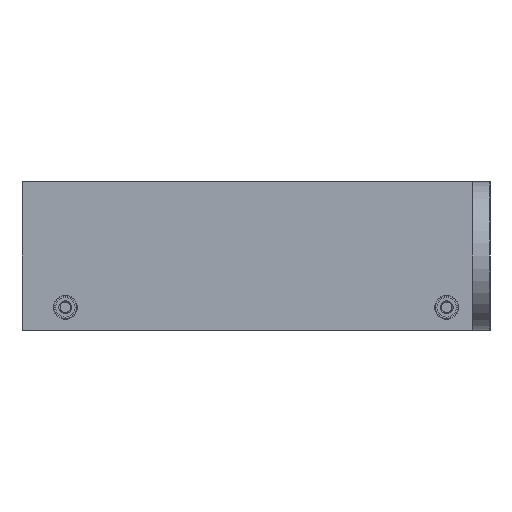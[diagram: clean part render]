
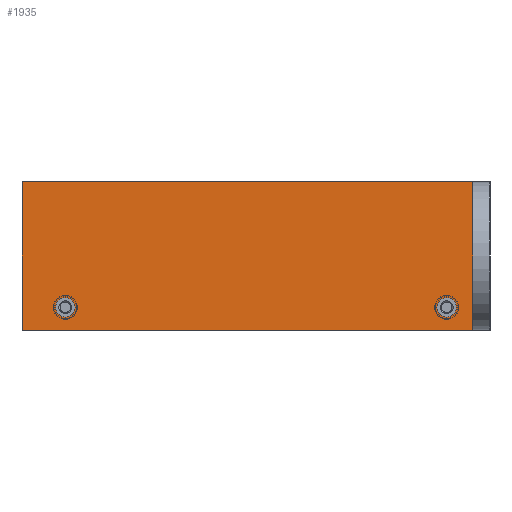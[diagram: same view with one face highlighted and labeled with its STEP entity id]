
A CAD part, left-side view. The second image highlights one B-rep face of the part: STEP entity #1935.
In plain terms, the highlighted planar face has unit normal (-1, 0, 0).
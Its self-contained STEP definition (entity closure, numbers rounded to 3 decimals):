
#34 = EDGE_CURVE ( 'NONE', #3155, #2006, #3440, .T. ) ;
#54 = CIRCLE ( 'NONE', #911, 2.25 ) ;
#60 = DIRECTION ( 'NONE',  ( 0., 0., 1. ) ) ;
#78 = VECTOR ( 'NONE', #463, 1000. ) ;
#161 = CIRCLE ( 'NONE', #6234, 2.25 ) ;
#230 = CIRCLE ( 'NONE', #965, 2.25 ) ;
#240 = EDGE_CURVE ( 'NONE', #1367, #5085, #161, .T. ) ;
#243 = AXIS2_PLACEMENT_3D ( 'NONE', #1618, #2178, #4245 ) ;
#253 = EDGE_CURVE ( 'NONE', #6508, #2006, #4491, .T. ) ;
#334 = DIRECTION ( 'NONE',  ( 1., 0., 0. ) ) ;
#463 = DIRECTION ( 'NONE',  ( 0., 1., 0. ) ) ;
#469 = VECTOR ( 'NONE', #2742, 1000. ) ;
#536 = VECTOR ( 'NONE', #1273, 1000. ) ;
#558 = VERTEX_POINT ( 'NONE', #649 ) ;
#613 = EDGE_LOOP ( 'NONE', ( #1440, #1600 ) ) ;
#649 = CARTESIAN_POINT ( 'NONE',  ( -160.15, -455., 211.85 ) ) ;
#747 = CARTESIAN_POINT ( 'NONE',  ( -160.15, -351., 246.15 ) ) ;
#882 = LINE ( 'NONE', #2418, #1686 ) ;
#911 = AXIS2_PLACEMENT_3D ( 'NONE', #3392, #334, #2853 ) ;
#921 = EDGE_CURVE ( 'NONE', #5990, #5159, #230, .T. ) ;
#965 = AXIS2_PLACEMENT_3D ( 'NONE', #2947, #1390, #3943 ) ;
#997 = EDGE_LOOP ( 'NONE', ( #1568, #4836, #1999, #5431 ) ) ;
#1041 = DIRECTION ( 'NONE',  ( 1., 0., 0. ) ) ;
#1114 = ORIENTED_EDGE ( 'NONE', *, *, #4842, .T. ) ;
#1273 = DIRECTION ( 'NONE',  ( 0., 1., 0. ) ) ;
#1367 = VERTEX_POINT ( 'NONE', #6473 ) ;
#1390 = DIRECTION ( 'NONE',  ( 1., 0., 0. ) ) ;
#1411 = EDGE_CURVE ( 'NONE', #558, #3155, #882, .T. ) ;
#1440 = ORIENTED_EDGE ( 'NONE', *, *, #3620, .T. ) ;
#1568 = ORIENTED_EDGE ( 'NONE', *, *, #3055, .F. ) ;
#1600 = ORIENTED_EDGE ( 'NONE', *, *, #240, .T. ) ;
#1618 = CARTESIAN_POINT ( 'NONE',  ( -160.15, -455., 211.85 ) ) ;
#1686 = VECTOR ( 'NONE', #3390, 1000. ) ;
#1935 = ADVANCED_FACE ( 'NONE', ( #5386, #5062, #2465 ), #5260, .T. ) ;
#1999 = ORIENTED_EDGE ( 'NONE', *, *, #34, .T. ) ;
#2006 = VERTEX_POINT ( 'NONE', #747 ) ;
#2178 = DIRECTION ( 'NONE',  ( -1., 0., 0. ) ) ;
#2418 = CARTESIAN_POINT ( 'NONE',  ( -160.15, -455., 211.85 ) ) ;
#2465 = FACE_OUTER_BOUND ( 'NONE', #997, .T. ) ;
#2742 = DIRECTION ( 'NONE',  ( 0., 0., 1. ) ) ;
#2853 = DIRECTION ( 'NONE',  ( 0., 0., 1. ) ) ;
#2935 = CARTESIAN_POINT ( 'NONE',  ( -160.15, -449., 214.9 ) ) ;
#2947 = CARTESIAN_POINT ( 'NONE',  ( -160.15, -449., 217.15 ) ) ;
#3055 = EDGE_CURVE ( 'NONE', #558, #6508, #3258, .T. ) ;
#3123 = CARTESIAN_POINT ( 'NONE',  ( -160.15, -449., 217.15 ) ) ;
#3155 = VERTEX_POINT ( 'NONE', #6466 ) ;
#3258 = LINE ( 'NONE', #3826, #536 ) ;
#3366 = CARTESIAN_POINT ( 'NONE',  ( -160.15, -361., 219.4 ) ) ;
#3390 = DIRECTION ( 'NONE',  ( 0., 0., 1. ) ) ;
#3392 = CARTESIAN_POINT ( 'NONE',  ( -160.15, -361., 217.15 ) ) ;
#3440 = LINE ( 'NONE', #5612, #78 ) ;
#3620 = EDGE_CURVE ( 'NONE', #5085, #1367, #54, .T. ) ;
#3648 = EDGE_LOOP ( 'NONE', ( #6043, #1114 ) ) ;
#3692 = CARTESIAN_POINT ( 'NONE',  ( -160.15, -361., 217.15 ) ) ;
#3753 = CARTESIAN_POINT ( 'NONE',  ( -160.15, -351., 0. ) ) ;
#3826 = CARTESIAN_POINT ( 'NONE',  ( -160.15, 0., 211.85 ) ) ;
#3943 = DIRECTION ( 'NONE',  ( 0., 0., 1. ) ) ;
#4048 = CARTESIAN_POINT ( 'NONE',  ( -160.15, -351., 211.85 ) ) ;
#4124 = CARTESIAN_POINT ( 'NONE',  ( -160.15, -449., 219.4 ) ) ;
#4187 = DIRECTION ( 'NONE',  ( 1., 0., 0. ) ) ;
#4245 = DIRECTION ( 'NONE',  ( 0., 0., 1. ) ) ;
#4491 = LINE ( 'NONE', #3753, #469 ) ;
#4836 = ORIENTED_EDGE ( 'NONE', *, *, #1411, .T. ) ;
#4842 = EDGE_CURVE ( 'NONE', #5159, #5990, #5551, .T. ) ;
#4858 = DIRECTION ( 'NONE',  ( 0., 0., 1. ) ) ;
#5062 = FACE_BOUND ( 'NONE', #613, .T. ) ;
#5085 = VERTEX_POINT ( 'NONE', #3366 ) ;
#5159 = VERTEX_POINT ( 'NONE', #2935 ) ;
#5260 = PLANE ( 'NONE',  #243 ) ;
#5386 = FACE_BOUND ( 'NONE', #3648, .T. ) ;
#5431 = ORIENTED_EDGE ( 'NONE', *, *, #253, .F. ) ;
#5551 = CIRCLE ( 'NONE', #5695, 2.25 ) ;
#5612 = CARTESIAN_POINT ( 'NONE',  ( -160.15, -455., 246.15 ) ) ;
#5695 = AXIS2_PLACEMENT_3D ( 'NONE', #3123, #4187, #60 ) ;
#5990 = VERTEX_POINT ( 'NONE', #4124 ) ;
#6043 = ORIENTED_EDGE ( 'NONE', *, *, #921, .T. ) ;
#6234 = AXIS2_PLACEMENT_3D ( 'NONE', #3692, #1041, #4858 ) ;
#6466 = CARTESIAN_POINT ( 'NONE',  ( -160.15, -455., 246.15 ) ) ;
#6473 = CARTESIAN_POINT ( 'NONE',  ( -160.15, -361., 214.9 ) ) ;
#6508 = VERTEX_POINT ( 'NONE', #4048 ) ;
